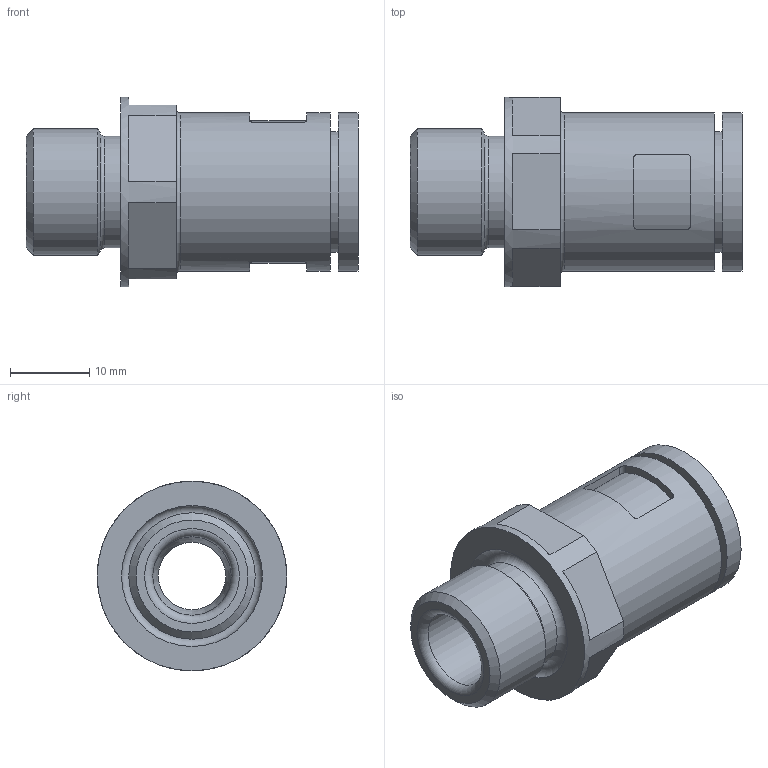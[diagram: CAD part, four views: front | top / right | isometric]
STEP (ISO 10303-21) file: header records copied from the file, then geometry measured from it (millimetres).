
FILE_DESCRIPTION( ( 'STEP AP203' ), '1' );
FILE_NAME( 'FLEXA RQGK-M 5107.013.216.stp', '2020-03-25T12:06:34', ( 'License CC BY-ND 4.0' ), ( 'CADENAS' ), ' ', 'PARTsolutions', ' ' );
FILE_SCHEMA( ( 'CONFIG_CONTROL_DESIGN' ) );
Length unit declared in the file: millimetre
Products named in the file (1): _FLEXA RQGK-M 5107.013.216
Bounding box: 42 x 24 x 24 mm (x, y, z)
Volume: 7626.5 mm3; surface area: 5184.7 mm2
Topology: 1 solids, 1 shells, 58 faces, 136 edges, 86 vertices
Faces by surface type: plane 27, cylinder 19, torus 9, cone 3
Full cylindrical faces by diameter (mm): 8.5 x1, 10 x1, 13 x1, 14.16 x1, 15.3 x1, 16 x1, 20 x2, 24 x1
Entity records: 1638 total; most frequent: CARTESIAN_POINT 357, DIRECTION 260, ORIENTED_EDGE 222, EDGE_CURVE 111, AXIS2_PLACEMENT_3D 106, EDGE_LOOP 88, VERTEX_POINT 83, FACE_OUTER_BOUND 76
